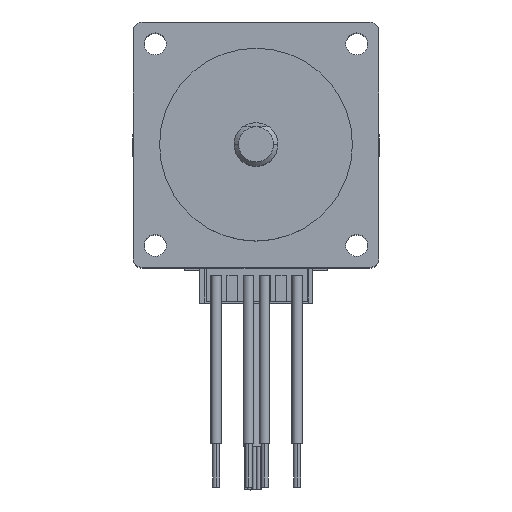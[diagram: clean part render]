
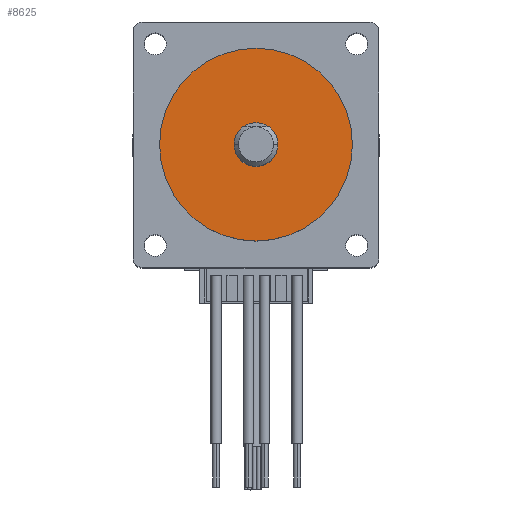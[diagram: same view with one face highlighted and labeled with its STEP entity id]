
A CAD part, top view. The second image highlights one B-rep face of the part: STEP entity #8625.
In plain terms, the highlighted planar face has unit normal (0, 0, 1).
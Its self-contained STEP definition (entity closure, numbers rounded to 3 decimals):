
#159 = VERTEX_POINT ( 'NONE', #9358 ) ;
#207 = DIRECTION ( 'NONE',  ( 0., 0., 1. ) ) ;
#832 = CARTESIAN_POINT ( 'NONE',  ( 0., 0., 53.3 ) ) ;
#1182 = FACE_BOUND ( 'NONE', #11731, .T. ) ;
#1432 = DIRECTION ( 'NONE',  ( 0., 0., 1. ) ) ;
#1570 = CARTESIAN_POINT ( 'NONE',  ( -11., 0., 53.3 ) ) ;
#1755 = AXIS2_PLACEMENT_3D ( 'NONE', #832, #3544, #11152 ) ;
#1827 = ORIENTED_EDGE ( 'NONE', *, *, #3071, .F. ) ;
#2173 = CARTESIAN_POINT ( 'NONE',  ( 2.5, 0., 53.3 ) ) ;
#2191 = DIRECTION ( 'NONE',  ( 0., 0., 1. ) ) ;
#2382 = AXIS2_PLACEMENT_3D ( 'NONE', #3323, #1432, #5096 ) ;
#2911 = EDGE_LOOP ( 'NONE', ( #7580, #3500 ) ) ;
#3071 = EDGE_CURVE ( 'NONE', #159, #5211, #11191, .T. ) ;
#3323 = CARTESIAN_POINT ( 'NONE',  ( 0., 0., 53.3 ) ) ;
#3331 = VERTEX_POINT ( 'NONE', #6350 ) ;
#3396 = CIRCLE ( 'NONE', #2382, 11. ) ;
#3500 = ORIENTED_EDGE ( 'NONE', *, *, #9677, .T. ) ;
#3544 = DIRECTION ( 'NONE',  ( 0., 0., 1. ) ) ;
#3929 = DIRECTION ( 'NONE',  ( 1., 0., 0. ) ) ;
#4034 = CARTESIAN_POINT ( 'NONE',  ( 0., 0., 53.3 ) ) ;
#4529 = VERTEX_POINT ( 'NONE', #1570 ) ;
#4840 = AXIS2_PLACEMENT_3D ( 'NONE', #12405, #207, #3929 ) ;
#5096 = DIRECTION ( 'NONE',  ( 1., 0., 0. ) ) ;
#5211 = VERTEX_POINT ( 'NONE', #2173 ) ;
#6100 = DIRECTION ( 'NONE',  ( 1., 0., 0. ) ) ;
#6261 = ORIENTED_EDGE ( 'NONE', *, *, #10501, .F. ) ;
#6350 = CARTESIAN_POINT ( 'NONE',  ( 11., 0., 53.3 ) ) ;
#7580 = ORIENTED_EDGE ( 'NONE', *, *, #11177, .T. ) ;
#8185 = CARTESIAN_POINT ( 'NONE',  ( 0., 0., 53.3 ) ) ;
#8316 = DIRECTION ( 'NONE',  ( 0., 0., 1. ) ) ;
#8424 = CIRCLE ( 'NONE', #9637, 2.5 ) ;
#8613 = AXIS2_PLACEMENT_3D ( 'NONE', #4034, #2191, #6100 ) ;
#8625 = ADVANCED_FACE ( 'NONE', ( #1182, #11939 ), #10056, .T. ) ;
#9358 = CARTESIAN_POINT ( 'NONE',  ( -2.5, 0., 53.3 ) ) ;
#9637 = AXIS2_PLACEMENT_3D ( 'NONE', #8185, #8316, #11217 ) ;
#9677 = EDGE_CURVE ( 'NONE', #3331, #4529, #3396, .T. ) ;
#10056 = PLANE ( 'NONE',  #8613 ) ;
#10265 = CIRCLE ( 'NONE', #4840, 11. ) ;
#10501 = EDGE_CURVE ( 'NONE', #5211, #159, #8424, .T. ) ;
#11152 = DIRECTION ( 'NONE',  ( 1., 0., 0. ) ) ;
#11177 = EDGE_CURVE ( 'NONE', #4529, #3331, #10265, .T. ) ;
#11191 = CIRCLE ( 'NONE', #1755, 2.5 ) ;
#11217 = DIRECTION ( 'NONE',  ( 1., 0., 0. ) ) ;
#11731 = EDGE_LOOP ( 'NONE', ( #6261, #1827 ) ) ;
#11939 = FACE_OUTER_BOUND ( 'NONE', #2911, .T. ) ;
#12405 = CARTESIAN_POINT ( 'NONE',  ( 0., 0., 53.3 ) ) ;
